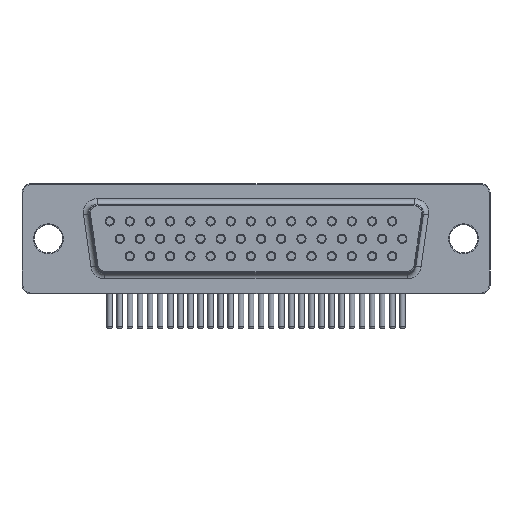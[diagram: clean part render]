
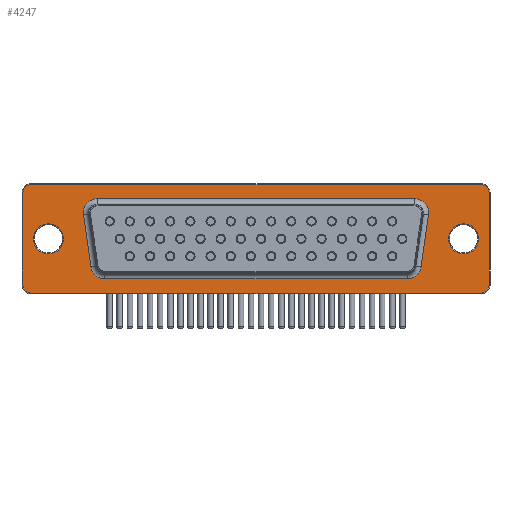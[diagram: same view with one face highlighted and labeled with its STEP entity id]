
A CAD part, front view. The second image highlights one B-rep face of the part: STEP entity #4247.
In plain terms, the highlighted planar face has unit normal (0, -1, 0).
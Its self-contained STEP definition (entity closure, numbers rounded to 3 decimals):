
#3652 = VERTEX_POINT('',#3653);
#3653 = CARTESIAN_POINT('',(-33.452,-13.66,10.8));
#3660 = EDGE_CURVE('',#3652,#3661,#3663,.T.);
#3661 = VERTEX_POINT('',#3662);
#3662 = CARTESIAN_POINT('',(-35.036,-13.66,8.97));
#3663 = CIRCLE('',#3664,1.6);
#3664 = AXIS2_PLACEMENT_3D('',#3665,#3666,#3667);
#3665 = CARTESIAN_POINT('',(-33.452,-13.66,9.2));
#3666 = DIRECTION('',(0.,-1.,0.));
#3667 = DIRECTION('',(0.,0.,1.));
#3686 = VERTEX_POINT('',#3687);
#3687 = CARTESIAN_POINT('',(2.537,-13.66,10.8));
#3696 = EDGE_CURVE('',#3686,#3652,#3697,.T.);
#3697 = LINE('',#3698,#3699);
#3698 = CARTESIAN_POINT('',(2.537,-13.66,10.8));
#3699 = VECTOR('',#3700,1.);
#3700 = DIRECTION('',(-1.,0.,-0.));
#3713 = VERTEX_POINT('',#3714);
#3714 = CARTESIAN_POINT('',(-34.18,-13.66,3.07));
#3721 = EDGE_CURVE('',#3661,#3713,#3722,.T.);
#3722 = LINE('',#3723,#3724);
#3723 = CARTESIAN_POINT('',(-35.036,-13.66,8.97));
#3724 = VECTOR('',#3725,1.);
#3725 = DIRECTION('',(0.143,0.,-0.99
));
#3736 = VERTEX_POINT('',#3737);
#3737 = CARTESIAN_POINT('',(4.121,-13.66,8.97));
#3744 = EDGE_CURVE('',#3736,#3686,#3745,.T.);
#3745 = CIRCLE('',#3746,1.6);
#3746 = AXIS2_PLACEMENT_3D('',#3747,#3748,#3749);
#3747 = CARTESIAN_POINT('',(2.537,-13.66,9.2));
#3748 = DIRECTION('',(0.,-1.,0.));
#3749 = DIRECTION('',(0.99,0.,-0.143
));
#3762 = EDGE_CURVE('',#3713,#3763,#3765,.T.);
#3763 = VERTEX_POINT('',#3764);
#3764 = CARTESIAN_POINT('',(-32.597,-13.66,1.7));
#3765 = CIRCLE('',#3766,1.6);
#3766 = AXIS2_PLACEMENT_3D('',#3767,#3768,#3769);
#3767 = CARTESIAN_POINT('',(-32.597,-13.66,3.3));
#3768 = DIRECTION('',(0.,-1.,0.));
#3769 = DIRECTION('',(-0.99,0.,
-0.143));
#3788 = VERTEX_POINT('',#3789);
#3789 = CARTESIAN_POINT('',(3.265,-13.66,3.07));
#3798 = EDGE_CURVE('',#3788,#3736,#3799,.T.);
#3799 = LINE('',#3800,#3801);
#3800 = CARTESIAN_POINT('',(3.265,-13.66,3.07));
#3801 = VECTOR('',#3802,1.);
#3802 = DIRECTION('',(0.143,0.,0.99)
);
#3815 = VERTEX_POINT('',#3816);
#3816 = CARTESIAN_POINT('',(1.682,-13.66,1.7));
#3823 = EDGE_CURVE('',#3763,#3815,#3824,.T.);
#3824 = LINE('',#3825,#3826);
#3825 = CARTESIAN_POINT('',(-32.597,-13.66,1.7));
#3826 = VECTOR('',#3827,1.);
#3827 = DIRECTION('',(1.,0.,0.));
#3838 = EDGE_CURVE('',#3815,#3788,#3839,.T.);
#3839 = CIRCLE('',#3840,1.6);
#3840 = AXIS2_PLACEMENT_3D('',#3841,#3842,#3843);
#3841 = CARTESIAN_POINT('',(1.682,-13.66,3.3));
#3842 = DIRECTION('',(0.,-1.,0.));
#3843 = DIRECTION('',(0.,0.,-1.));
#4247 = ADVANCED_FACE('',(#4248,#4258,#4328,#4339),#4350,.T.);
#4248 = FACE_BOUND('',#4249,.T.);
#4249 = EDGE_LOOP('',(#4250,#4251,#4252,#4253,#4254,#4255,#4256,#4257));
#4250 = ORIENTED_EDGE('',*,*,#3660,.F.);
#4251 = ORIENTED_EDGE('',*,*,#3696,.F.);
#4252 = ORIENTED_EDGE('',*,*,#3744,.F.);
#4253 = ORIENTED_EDGE('',*,*,#3798,.F.);
#4254 = ORIENTED_EDGE('',*,*,#3838,.F.);
#4255 = ORIENTED_EDGE('',*,*,#3823,.F.);
#4256 = ORIENTED_EDGE('',*,*,#3762,.F.);
#4257 = ORIENTED_EDGE('',*,*,#3721,.F.);
#4258 = FACE_BOUND('',#4259,.T.);
#4259 = EDGE_LOOP('',(#4260,#4270,#4279,#4287,#4296,#4304,#4313,#4321));
#4260 = ORIENTED_EDGE('',*,*,#4261,.T.);
#4261 = EDGE_CURVE('',#4262,#4264,#4266,.T.);
#4262 = VERTEX_POINT('',#4263);
#4263 = CARTESIAN_POINT('',(10.093,-13.66,12.4));
#4264 = VERTEX_POINT('',#4265);
#4265 = CARTESIAN_POINT('',(-41.008,-13.66,12.4));
#4266 = LINE('',#4267,#4268);
#4267 = CARTESIAN_POINT('',(10.093,-13.66,12.4));
#4268 = VECTOR('',#4269,1.);
#4269 = DIRECTION('',(-1.,0.,0.));
#4270 = ORIENTED_EDGE('',*,*,#4271,.T.);
#4271 = EDGE_CURVE('',#4264,#4272,#4274,.T.);
#4272 = VERTEX_POINT('',#4273);
#4273 = CARTESIAN_POINT('',(-41.908,-13.66,11.5));
#4274 = CIRCLE('',#4275,0.9);
#4275 = AXIS2_PLACEMENT_3D('',#4276,#4277,#4278);
#4276 = CARTESIAN_POINT('',(-41.008,-13.66,11.5));
#4277 = DIRECTION('',(0.,-1.,0.));
#4278 = DIRECTION('',(0.,0.,1.));
#4279 = ORIENTED_EDGE('',*,*,#4280,.T.);
#4280 = EDGE_CURVE('',#4272,#4281,#4283,.T.);
#4281 = VERTEX_POINT('',#4282);
#4282 = CARTESIAN_POINT('',(-41.908,-13.66,1.));
#4283 = LINE('',#4284,#4285);
#4284 = CARTESIAN_POINT('',(-41.908,-13.66,11.5));
#4285 = VECTOR('',#4286,1.);
#4286 = DIRECTION('',(0.,0.,-1.));
#4287 = ORIENTED_EDGE('',*,*,#4288,.T.);
#4288 = EDGE_CURVE('',#4281,#4289,#4291,.T.);
#4289 = VERTEX_POINT('',#4290);
#4290 = CARTESIAN_POINT('',(-41.008,-13.66,0.1));
#4291 = CIRCLE('',#4292,0.9);
#4292 = AXIS2_PLACEMENT_3D('',#4293,#4294,#4295);
#4293 = CARTESIAN_POINT('',(-41.008,-13.66,1.));
#4294 = DIRECTION('',(0.,-1.,0.));
#4295 = DIRECTION('',(-1.,0.,0.));
#4296 = ORIENTED_EDGE('',*,*,#4297,.T.);
#4297 = EDGE_CURVE('',#4289,#4298,#4300,.T.);
#4298 = VERTEX_POINT('',#4299);
#4299 = CARTESIAN_POINT('',(10.093,-13.66,0.1));
#4300 = LINE('',#4301,#4302);
#4301 = CARTESIAN_POINT('',(-41.008,-13.66,0.1));
#4302 = VECTOR('',#4303,1.);
#4303 = DIRECTION('',(1.,0.,0.));
#4304 = ORIENTED_EDGE('',*,*,#4305,.T.);
#4305 = EDGE_CURVE('',#4298,#4306,#4308,.T.);
#4306 = VERTEX_POINT('',#4307);
#4307 = CARTESIAN_POINT('',(10.993,-13.66,1.));
#4308 = CIRCLE('',#4309,0.9);
#4309 = AXIS2_PLACEMENT_3D('',#4310,#4311,#4312);
#4310 = CARTESIAN_POINT('',(10.093,-13.66,1.));
#4311 = DIRECTION('',(0.,-1.,0.));
#4312 = DIRECTION('',(0.,0.,-1.));
#4313 = ORIENTED_EDGE('',*,*,#4314,.T.);
#4314 = EDGE_CURVE('',#4306,#4315,#4317,.T.);
#4315 = VERTEX_POINT('',#4316);
#4316 = CARTESIAN_POINT('',(10.993,-13.66,11.5));
#4317 = LINE('',#4318,#4319);
#4318 = CARTESIAN_POINT('',(10.993,-13.66,1.));
#4319 = VECTOR('',#4320,1.);
#4320 = DIRECTION('',(0.,0.,1.));
#4321 = ORIENTED_EDGE('',*,*,#4322,.T.);
#4322 = EDGE_CURVE('',#4315,#4262,#4323,.T.);
#4323 = CIRCLE('',#4324,0.9);
#4324 = AXIS2_PLACEMENT_3D('',#4325,#4326,#4327);
#4325 = CARTESIAN_POINT('',(10.093,-13.66,11.5));
#4326 = DIRECTION('',(0.,-1.,0.));
#4327 = DIRECTION('',(1.,0.,0.));
#4328 = FACE_BOUND('',#4329,.T.);
#4329 = EDGE_LOOP('',(#4330));
#4330 = ORIENTED_EDGE('',*,*,#4331,.F.);
#4331 = EDGE_CURVE('',#4332,#4332,#4334,.T.);
#4332 = VERTEX_POINT('',#4333);
#4333 = CARTESIAN_POINT('',(-37.308,-13.66,6.25));
#4334 = CIRCLE('',#4335,1.7);
#4335 = AXIS2_PLACEMENT_3D('',#4336,#4337,#4338);
#4336 = CARTESIAN_POINT('',(-39.008,-13.66,6.25));
#4337 = DIRECTION('',(0.,-1.,0.));
#4338 = DIRECTION('',(1.,0.,0.));
#4339 = FACE_BOUND('',#4340,.T.);
#4340 = EDGE_LOOP('',(#4341));
#4341 = ORIENTED_EDGE('',*,*,#4342,.F.);
#4342 = EDGE_CURVE('',#4343,#4343,#4345,.T.);
#4343 = VERTEX_POINT('',#4344);
#4344 = CARTESIAN_POINT('',(9.793,-13.66,6.25));
#4345 = CIRCLE('',#4346,1.7);
#4346 = AXIS2_PLACEMENT_3D('',#4347,#4348,#4349);
#4347 = CARTESIAN_POINT('',(8.093,-13.66,6.25));
#4348 = DIRECTION('',(0.,-1.,0.));
#4349 = DIRECTION('',(1.,0.,0.));
#4350 = PLANE('',#4351);
#4351 = AXIS2_PLACEMENT_3D('',#4352,#4353,#4354);
#4352 = CARTESIAN_POINT('',(-15.458,-13.66,6.25));
#4353 = DIRECTION('',(0.,-1.,0.));
#4354 = DIRECTION('',(1.,0.,0.));
